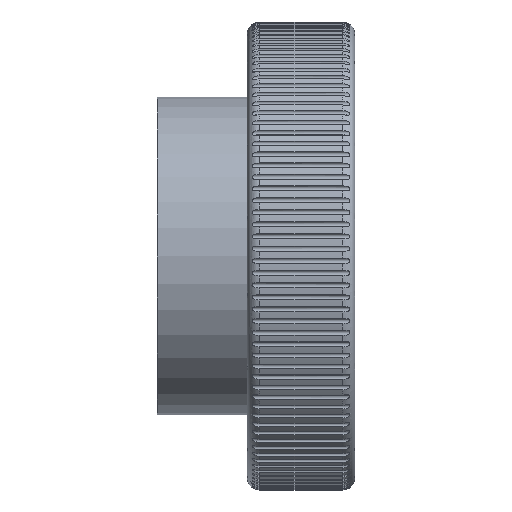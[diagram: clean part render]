
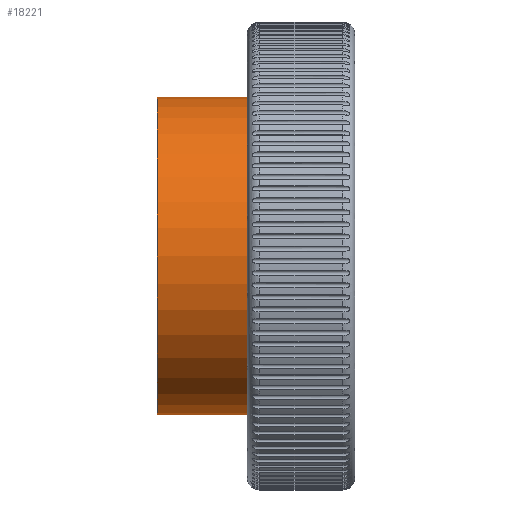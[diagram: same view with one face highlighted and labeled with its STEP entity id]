
A CAD part, left-side view. The second image highlights one B-rep face of the part: STEP entity #18221.
In plain terms, the highlighted cylindrical face has radius 6.35 mm (diameter 12.7 mm), a partial arc.
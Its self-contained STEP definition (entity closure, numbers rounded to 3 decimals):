
#113 = AXIS2_PLACEMENT_3D ( 'NONE', #10178, #16800, #4022 ) ;
#388 = VERTEX_POINT ( 'NONE', #11985 ) ;
#1698 = CARTESIAN_POINT ( 'NONE',  ( 0., 0., 0. ) ) ;
#2259 = LINE ( 'NONE', #20512, #7284 ) ;
#2279 = DIRECTION ( 'NONE',  ( 0., 0., -1. ) ) ;
#3889 = ORIENTED_EDGE ( 'NONE', *, *, #19557, .T. ) ;
#4022 = DIRECTION ( 'NONE',  ( 0., 0., -1. ) ) ;
#4756 = EDGE_CURVE ( 'NONE', #7519, #21826, #11743, .T. ) ;
#5969 = ORIENTED_EDGE ( 'NONE', *, *, #4756, .T. ) ;
#7284 = VECTOR ( 'NONE', #20428, 1000. ) ;
#7440 = ORIENTED_EDGE ( 'NONE', *, *, #26247, .F. ) ;
#7519 = VERTEX_POINT ( 'NONE', #26787 ) ;
#7949 = DIRECTION ( 'NONE',  ( 0., 0., -1. ) ) ;
#8629 = LINE ( 'NONE', #17091, #26712 ) ;
#10022 = DIRECTION ( 'NONE',  ( 0., -1., 0. ) ) ;
#10178 = CARTESIAN_POINT ( 'NONE',  ( 0., 7.9, 0. ) ) ;
#10780 = CARTESIAN_POINT ( 'NONE',  ( 0., 4.3, 0. ) ) ;
#11372 = ORIENTED_EDGE ( 'NONE', *, *, #16270, .F. ) ;
#11743 = CIRCLE ( 'NONE', #113, 6.35 ) ;
#11985 = CARTESIAN_POINT ( 'NONE',  ( 0., 4.3, 6.35 ) ) ;
#15742 = AXIS2_PLACEMENT_3D ( 'NONE', #1698, #10022, #7949 ) ;
#16270 = EDGE_CURVE ( 'NONE', #7519, #388, #8629, .T. ) ;
#16800 = DIRECTION ( 'NONE',  ( 0., -1., 0. ) ) ;
#17026 = CARTESIAN_POINT ( 'NONE',  ( 0., 7.9, -6.35 ) ) ;
#17091 = CARTESIAN_POINT ( 'NONE',  ( 0., 0., 6.35 ) ) ;
#17495 = VERTEX_POINT ( 'NONE', #20634 ) ;
#18221 = ADVANCED_FACE ( 'NONE', ( #24763 ), #19035, .T. ) ;
#18658 = EDGE_LOOP ( 'NONE', ( #11372, #5969, #3889, #7440 ) ) ;
#19035 = CYLINDRICAL_SURFACE ( 'NONE', #15742, 6.35 ) ;
#19160 = DIRECTION ( 'NONE',  ( 0., -1., 0. ) ) ;
#19479 = DIRECTION ( 'NONE',  ( 0., -1., 0. ) ) ;
#19557 = EDGE_CURVE ( 'NONE', #21826, #17495, #2259, .T. ) ;
#20428 = DIRECTION ( 'NONE',  ( 0., -1., 0. ) ) ;
#20512 = CARTESIAN_POINT ( 'NONE',  ( 0., 0., -6.35 ) ) ;
#20634 = CARTESIAN_POINT ( 'NONE',  ( 0., 4.3, -6.35 ) ) ;
#21826 = VERTEX_POINT ( 'NONE', #17026 ) ;
#24763 = FACE_OUTER_BOUND ( 'NONE', #18658, .T. ) ;
#25838 = CIRCLE ( 'NONE', #26996, 6.35 ) ;
#26247 = EDGE_CURVE ( 'NONE', #388, #17495, #25838, .T. ) ;
#26712 = VECTOR ( 'NONE', #19160, 1000. ) ;
#26787 = CARTESIAN_POINT ( 'NONE',  ( 0., 7.9, 6.35 ) ) ;
#26996 = AXIS2_PLACEMENT_3D ( 'NONE', #10780, #19479, #2279 ) ;
